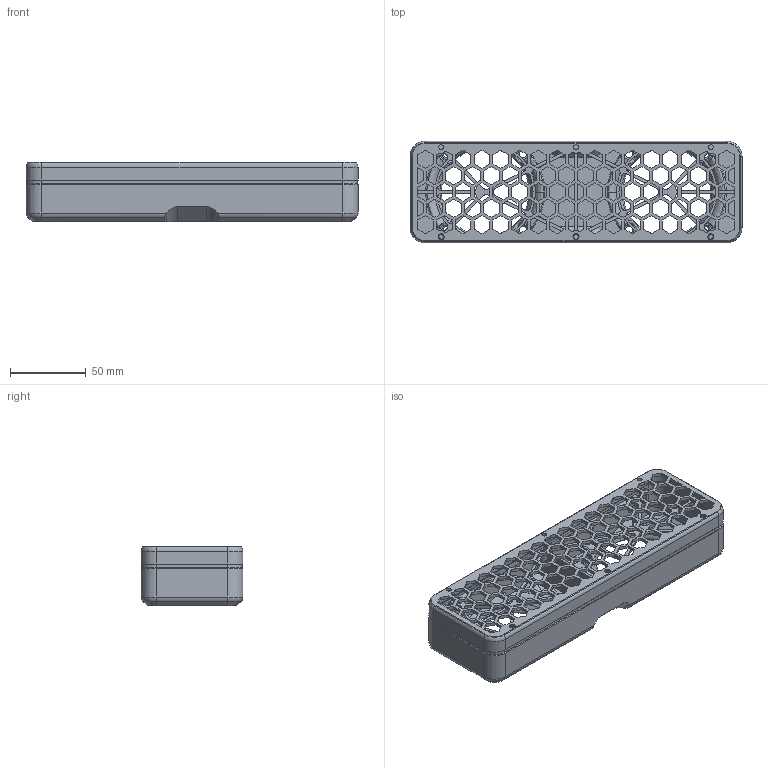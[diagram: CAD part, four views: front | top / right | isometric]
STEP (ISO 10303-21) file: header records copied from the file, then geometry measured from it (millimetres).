
FILE_DESCRIPTION(/* description */ (''),/* implementation_level */ '2;1');
FILE_NAME(/* name */ 'Dust Filter v2.step',/* time_stamp */ '2022-09-07T13:00:55+03:00',/* author */ (''),/* organization */ (''),/* preprocessor_version */ 'ST-DEVELOPER v19',/* originating_system */ 'Autodesk Translation Framework v11.7.0.108',/* authorisation */ '');
FILE_SCHEMA (('AUTOMOTIVE_DESIGN { 1 0 10303 214 3 1 1 }'));
Products named in the file (4): Dust Filter; double; CAP; REAR
Assembly tree (3 placements, depth 3):
  Dust Filter
    double
      CAP
      REAR
Bounding box: 218.62 x 67 x 39 mm (x, y, z)
Volume: 79441.8 mm3; surface area: 94520.1 mm2
Topology: 3 solids, 3 shells, 1166 faces, 3490 edges, 2295 vertices
Faces by surface type: plane 695, cylinder 253, bspline 124, cone 84, torus 10
Full cylindrical faces by diameter (mm): 3.2 x4, 5 x8, 58 x2
Entity records: 55016 total; most frequent: CARTESIAN_POINT 23724, ORIENTED_EDGE 6948, DIRECTION 5820, EDGE_CURVE 3474, LINE 2360, VECTOR 2360, VERTEX_POINT 2295, AXIS2_PLACEMENT_3D 1730
